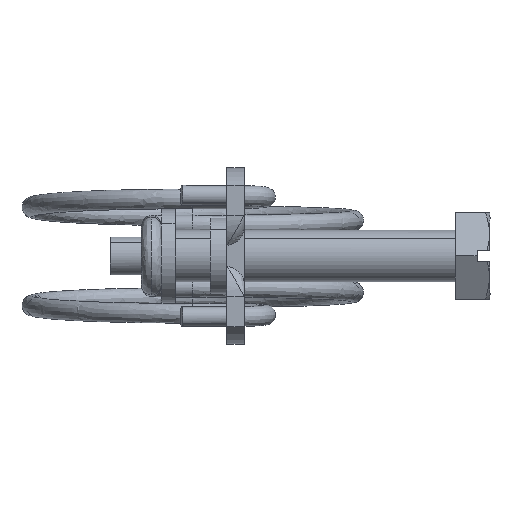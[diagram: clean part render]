
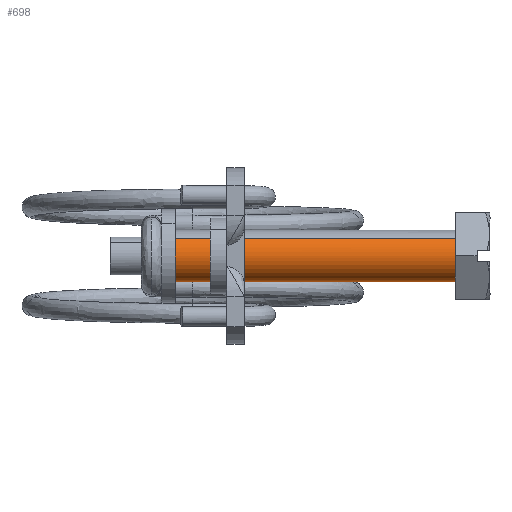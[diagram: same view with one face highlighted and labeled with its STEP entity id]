
A CAD part, top view. The second image highlights one B-rep face of the part: STEP entity #698.
In plain terms, the highlighted free-form (B-spline) face has degree [2, 1] with [5, 2] control points.
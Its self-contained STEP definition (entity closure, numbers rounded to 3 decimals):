
#497=CARTESIAN_POINT('',(-32.5,-2.065,-2.176));
#498=VERTEX_POINT('',#497);
#509=CARTESIAN_POINT('',(-32.5,-3.,0.));
#510=VERTEX_POINT('',#509);
#511=CARTESIAN_POINT('',(-32.5,-2.065,-2.176));
#512=CARTESIAN_POINT('',(-32.5,-2.221,-2.028));
#513=CARTESIAN_POINT('',(-32.5,-2.461,-1.746));
#514=CARTESIAN_POINT('',(-32.5,-2.713,-1.304));
#515=CARTESIAN_POINT('',(-32.5,-2.932,-0.748));
#516=CARTESIAN_POINT('',(-32.5,-3.,-0.304));
#517=CARTESIAN_POINT('',(-32.5,-3.,0.));
#518=B_SPLINE_CURVE_WITH_KNOTS('',3,(#511,#512,#513,#514,#515,#516,#517),.UNSPECIFIED.,.F.,.U.,(4,1,1,1,4),(0.,0.647,1.103,1.522,2.435),.UNSPECIFIED.);
#519=EDGE_CURVE('',#498,#510,#518,.T.);
#521=CARTESIAN_POINT('',(-32.5,0.0,3.0));
#522=VERTEX_POINT('',#521);
#523=CARTESIAN_POINT('',(-32.5,-3.,0.));
#524=CARTESIAN_POINT('',(-32.5,-3.,0.196));
#525=CARTESIAN_POINT('',(-32.5,-2.965,0.552));
#526=CARTESIAN_POINT('',(-32.5,-2.814,1.085));
#527=CARTESIAN_POINT('',(-32.5,-2.56,1.606));
#528=CARTESIAN_POINT('',(-32.5,-2.21,2.054));
#529=CARTESIAN_POINT('',(-32.5,-1.749,2.461));
#530=CARTESIAN_POINT('',(-32.5,-1.269,2.742));
#531=CARTESIAN_POINT('',(-32.5,-0.65,2.95));
#532=CARTESIAN_POINT('',(-32.5,-0.245,3.));
#533=CARTESIAN_POINT('',(-32.5,0.0,3.0));
#534=B_SPLINE_CURVE_WITH_KNOTS('',3,(#523,#524,#525,#526,#527,#528,#529,#530,#531,#532,#533),.UNSPECIFIED.,.F.,.U.,(4,1,1,1,1,1,1,1,4),(0.,0.589,1.068,1.657,2.319,2.761,3.497,3.976,4.712),.UNSPECIFIED.);
#535=EDGE_CURVE('',#510,#522,#534,.T.);
#537=CARTESIAN_POINT('',(-32.5,2.065,2.176));
#538=VERTEX_POINT('',#537);
#539=CARTESIAN_POINT('',(-32.5,0.0,3.0));
#540=CARTESIAN_POINT('',(-32.5,0.249,3.));
#541=CARTESIAN_POINT('',(-32.5,0.7,2.944));
#542=CARTESIAN_POINT('',(-32.5,1.417,2.682));
#543=CARTESIAN_POINT('',(-32.5,1.841,2.389));
#544=CARTESIAN_POINT('',(-32.5,2.065,2.176));
#545=B_SPLINE_CURVE_WITH_KNOTS('',3,(#539,#540,#541,#542,#543,#544),.UNSPECIFIED.,.F.,.U.,(4,1,1,4),(0.,0.747,1.352,2.278),.UNSPECIFIED.);
#546=EDGE_CURVE('',#522,#538,#545,.T.);
#579=CARTESIAN_POINT('',(0.,2.065,2.176));
#580=VERTEX_POINT('',#579);
#608=CARTESIAN_POINT('',(0.,-2.065,-2.176));
#609=VERTEX_POINT('',#608);
#620=CARTESIAN_POINT('',(0.,-2.065,-2.176));
#621=CARTESIAN_POINT('',(-32.5,-2.065,-2.176));
#622=QUASI_UNIFORM_CURVE('',1,(#620,#621),.UNSPECIFIED.,.F.,.U.);
#623=EDGE_CURVE('',#609,#498,#622,.T.);
#628=CARTESIAN_POINT('',(0.,2.065,2.176));
#629=CARTESIAN_POINT('',(-32.5,2.065,2.176));
#630=QUASI_UNIFORM_CURVE('',1,(#628,#629),.UNSPECIFIED.,.F.,.U.);
#631=EDGE_CURVE('',#580,#538,#630,.T.);
#636=CARTESIAN_POINT('',(0.813,-2.065,-2.176));
#637=CARTESIAN_POINT('',(0.813,-4.241,-0.111));
#638=CARTESIAN_POINT('',(0.813,-2.176,2.065));
#639=CARTESIAN_POINT('',(0.813,-0.111,4.241));
#640=CARTESIAN_POINT('',(0.813,2.065,2.176));
#641=CARTESIAN_POINT('',(-33.333,-2.065,-2.176));
#642=CARTESIAN_POINT('',(-33.333,-4.241,-0.111));
#643=CARTESIAN_POINT('',(-33.333,-2.176,2.065));
#644=CARTESIAN_POINT('',(-33.333,-0.111,4.241));
#645=CARTESIAN_POINT('',(-33.333,2.065,2.176));
#653=(BOUNDED_SURFACE()B_SPLINE_SURFACE(2,1,((#636,#641),(#637,#642),(#638,#643),(#639,#644),(#640,#645)),.UNSPECIFIED.,.F.,.F.,.U.)B_SPLINE_SURFACE_WITH_KNOTS((3,2,3),(2,2),(0.0,4.971,9.941),(0.0,34.145),.UNSPECIFIED.)GEOMETRIC_REPRESENTATION_ITEM()RATIONAL_B_SPLINE_SURFACE(((1.0,1.0),(0.707,0.707),(1.0,1.0),(0.707,0.707),(1.0,1.0)))REPRESENTATION_ITEM('')SURFACE());
#654=CARTESIAN_POINT('',(0.0,0.0,3.0));
#655=VERTEX_POINT('',#654);
#656=CARTESIAN_POINT('',(0.0,0.0,3.0));
#657=CARTESIAN_POINT('',(0.,0.308,3.));
#658=CARTESIAN_POINT('',(0.,0.866,2.913));
#659=CARTESIAN_POINT('',(0.,1.56,2.592));
#660=CARTESIAN_POINT('',(0.,1.919,2.315));
#661=CARTESIAN_POINT('',(0.,2.065,2.176));
#662=B_SPLINE_CURVE_WITH_KNOTS('',3,(#656,#657,#658,#659,#660,#661),.UNSPECIFIED.,.F.,.U.,(4,1,1,4),(0.,0.925,1.673,2.278),.UNSPECIFIED.);
#663=EDGE_CURVE('',#655,#580,#662,.T.);
#664=ORIENTED_EDGE('',*,*,#663,.T.);
#665=ORIENTED_EDGE('',*,*,#631,.T.);
#666=ORIENTED_EDGE('',*,*,#546,.F.);
#667=ORIENTED_EDGE('',*,*,#535,.F.);
#668=ORIENTED_EDGE('',*,*,#519,.F.);
#669=ORIENTED_EDGE('',*,*,#623,.F.);
#670=CARTESIAN_POINT('',(0.0,-3.,0.));
#671=VERTEX_POINT('',#670);
#672=CARTESIAN_POINT('',(0.,-2.065,-2.176));
#673=CARTESIAN_POINT('',(0.,-2.286,-1.967));
#674=CARTESIAN_POINT('',(0.,-2.569,-1.602));
#675=CARTESIAN_POINT('',(0.,-2.834,-1.024));
#676=CARTESIAN_POINT('',(0.,-2.968,-0.533));
#677=CARTESIAN_POINT('',(0.,-3.,-0.178));
#678=CARTESIAN_POINT('',(0.0,-3.,0.));
#679=B_SPLINE_CURVE_WITH_KNOTS('',3,(#672,#673,#674,#675,#676,#677,#678),.UNSPECIFIED.,.F.,.U.,(4,1,1,1,4),(0.,0.913,1.37,1.902,2.435),.UNSPECIFIED.);
#680=EDGE_CURVE('',#609,#671,#679,.T.);
#681=ORIENTED_EDGE('',*,*,#680,.T.);
#682=CARTESIAN_POINT('',(0.0,-3.,0.));
#683=CARTESIAN_POINT('',(0.0,-3.,0.172));
#684=CARTESIAN_POINT('',(0.0,-2.969,0.528));
#685=CARTESIAN_POINT('',(0.0,-2.841,1.004));
#686=CARTESIAN_POINT('',(0.0,-2.618,1.497));
#687=CARTESIAN_POINT('',(0.0,-2.325,1.925));
#688=CARTESIAN_POINT('',(0.0,-1.896,2.349));
#689=CARTESIAN_POINT('',(0.0,-1.434,2.657));
#690=CARTESIAN_POINT('',(0.0,-0.785,2.926));
#691=CARTESIAN_POINT('',(0.0,-0.307,3.));
#692=CARTESIAN_POINT('',(0.0,0.0,3.0));
#693=B_SPLINE_CURVE_WITH_KNOTS('',3,(#682,#683,#684,#685,#686,#687,#688,#689,#690,#691,#692),.UNSPECIFIED.,.F.,.U.,(4,1,1,1,1,1,1,1,4),(0.,0.515,1.068,1.473,2.135,2.614,3.277,3.792,4.712),.UNSPECIFIED.);
#694=EDGE_CURVE('',#671,#655,#693,.T.);
#695=ORIENTED_EDGE('',*,*,#694,.T.);
#696=EDGE_LOOP('',(#664,#665,#666,#667,#668,#669,#681,#695));
#697=FACE_OUTER_BOUND('',#696,.T.);
#698=ADVANCED_FACE('',(#697),#653,.T.);
